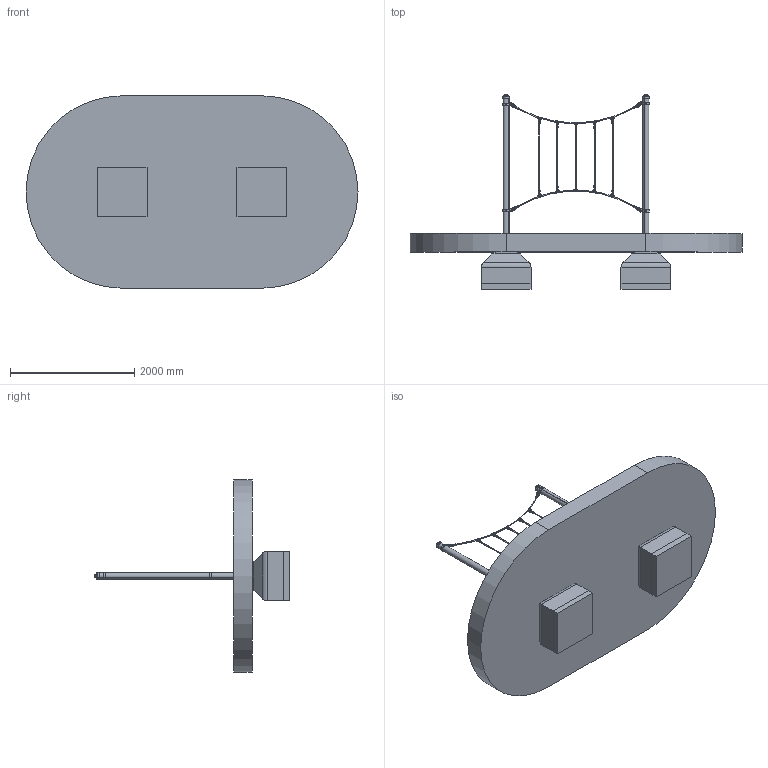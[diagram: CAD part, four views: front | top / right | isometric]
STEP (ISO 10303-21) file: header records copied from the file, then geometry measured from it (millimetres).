
FILE_DESCRIPTION (( 'STEP AP214' ), '1' );
FILE_NAME ('Zsmb-4591-30-9.STEP', '2019-01-17T13:07:29', ( '' ), ( '' ), 'SwSTEP 2.0', 'SolidWorks 2018', '' );
FILE_SCHEMA (( 'AUTOMOTIVE_DESIGN' ));
Length unit declared in the file: millimetre
Products named in the file (13): Zsmb-Netz; Bew. T-Stück Längsträger; SpiegelnBew. T-Stück Querträger; Netz_Standard<Wie bearbeitet>; -9-Fundament; 457-04 - Kunststoff Kausche; Spiegeln55-02-08 - Schäkel M8 geschweift; -9-70-4594-70 - PA-Adapter_; -9-Zsmb-Schelle-4591-30-2; -9-Zsmb-Abdeckkappe-4591-30-2; -9-ZsmbPfosten-4591-30-2; -9-Sicherheitsbereich; Zsmb-4591-30-9
Assembly tree (45 placements, depth 3):
  Zsmb-4591-30-9
    -9-Sicherheitsbereich
    -9-ZsmbPfosten-4591-30-2  x2
    -9-Zsmb-Abdeckkappe-4591-30-2  x2
    -9-Zsmb-Schelle-4591-30-2  x4
    -9-70-4594-70 - PA-Adapter_  x4
    Spiegeln55-02-08 - Schäkel M8 geschweift  x4
    457-04 - Kunststoff Kausche  x4
    -9-Fundament  x2
    Zsmb-Netz
      Netz_Standard<Wie bearbeitet>
      SpiegelnBew. T-Stück Querträger  x10
      Bew. T-Stück Längsträger  x10
Bounding box: 5350 x 3138.96 x 3100 mm (x, y, z)
Volume: 5023545870 mm3; surface area: 45212784 mm2
Topology: 64 solids, 64 shells, 4120 faces, 10884 edges, 6852 vertices
Faces by surface type: plane 2204, cylinder 1108, torus 372, cone 260, bspline 176
Entity records: 26044 total; most frequent: CARTESIAN_POINT 8632, DIRECTION 3394, ORIENTED_EDGE 3338, EDGE_CURVE 1669, AXIS2_PLACEMENT_3D 1264, VERTEX_POINT 1048, VECTOR 866, LINE 866
